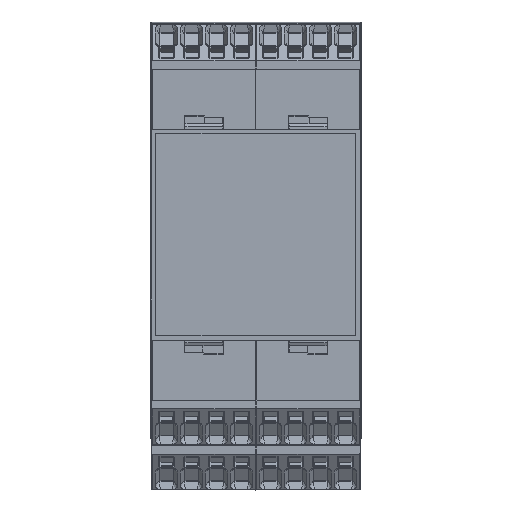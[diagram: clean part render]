
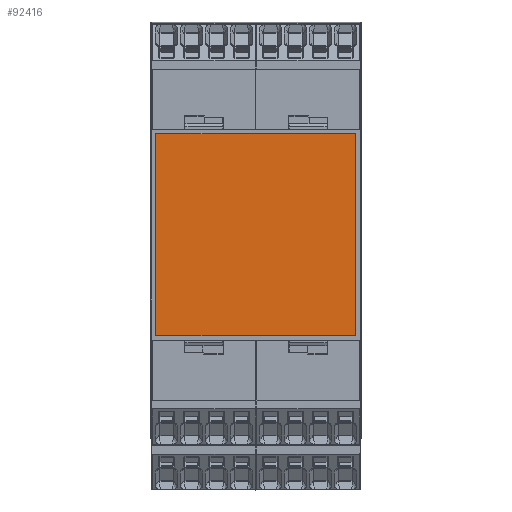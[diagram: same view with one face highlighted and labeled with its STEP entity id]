
A CAD part, top view. The second image highlights one B-rep face of the part: STEP entity #92416.
In plain terms, the highlighted planar face has unit normal (0, -0.016, 1).
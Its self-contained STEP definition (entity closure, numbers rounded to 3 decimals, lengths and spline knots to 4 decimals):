
#2481 = CARTESIAN_POINT ( 'NONE',  ( -0.8524, -0.8815, 2.3108 ) ) ;
#5720 = AXIS2_PLACEMENT_3D ( 'NONE', #88663, #11241, #56523 ) ;
#11241 = DIRECTION ( 'NONE',  ( 0., -0.016, 1. ) ) ;
#16698 = EDGE_LOOP ( 'NONE', ( #60012, #79450, #91025, #38487 ) ) ;
#17391 = CARTESIAN_POINT ( 'NONE',  ( -0.8524, 0.8348, 2.3386 ) ) ;
#19192 = VECTOR ( 'NONE', #31554, 39.3701 ) ;
#21469 = EDGE_CURVE ( 'NONE', #64292, #36210, #98016, .T. ) ;
#22008 = EDGE_CURVE ( 'NONE', #36210, #93135, #32445, .T. ) ;
#30504 = DIRECTION ( 'NONE',  ( 0., 1., 0.016 ) ) ;
#31554 = DIRECTION ( 'NONE',  ( 1., 0., 0. ) ) ;
#32445 = LINE ( 'NONE', #17391, #69602 ) ;
#34876 = FACE_OUTER_BOUND ( 'NONE', #16698, .T. ) ;
#35654 = CARTESIAN_POINT ( 'NONE',  ( 0.8484, 0.8348, 2.3386 ) ) ;
#36210 = VERTEX_POINT ( 'NONE', #75611 ) ;
#38064 = LINE ( 'NONE', #99435, #47139 ) ;
#38487 = ORIENTED_EDGE ( 'NONE', *, *, #43582, .T. ) ;
#42439 = VECTOR ( 'NONE', #59263, 39.3701 ) ;
#43582 = EDGE_CURVE ( 'NONE', #93135, #52443, #92423, .T. ) ;
#47139 = VECTOR ( 'NONE', #30504, 39.3701 ) ;
#49709 = CARTESIAN_POINT ( 'NONE',  ( 0.8484, -0.8815, 2.3108 ) ) ;
#52443 = VERTEX_POINT ( 'NONE', #49709 ) ;
#56523 = DIRECTION ( 'NONE',  ( 0., -1., -0.016 ) ) ;
#59263 = DIRECTION ( 'NONE',  ( -1., 0., 0. ) ) ;
#60012 = ORIENTED_EDGE ( 'NONE', *, *, #66418, .T. ) ;
#63115 = DIRECTION ( 'NONE',  ( 0., -1., -0.016 ) ) ;
#64292 = VERTEX_POINT ( 'NONE', #69374 ) ;
#66418 = EDGE_CURVE ( 'NONE', #52443, #64292, #38064, .T. ) ;
#69374 = CARTESIAN_POINT ( 'NONE',  ( 0.8484, 0.8348, 2.3386 ) ) ;
#69602 = VECTOR ( 'NONE', #63115, 39.3701 ) ;
#71610 = PLANE ( 'NONE',  #5720 ) ;
#75611 = CARTESIAN_POINT ( 'NONE',  ( -0.8524, 0.8348, 2.3386 ) ) ;
#79450 = ORIENTED_EDGE ( 'NONE', *, *, #21469, .T. ) ;
#84369 = CARTESIAN_POINT ( 'NONE',  ( -0.8524, -0.8815, 2.3108 ) ) ;
#88663 = CARTESIAN_POINT ( 'NONE',  ( -0.002, -0.0233, 2.3247 ) ) ;
#91025 = ORIENTED_EDGE ( 'NONE', *, *, #22008, .T. ) ;
#92416 = ADVANCED_FACE ( 'NONE', ( #34876 ), #71610, .T. ) ;
#92423 = LINE ( 'NONE', #84369, #19192 ) ;
#93135 = VERTEX_POINT ( 'NONE', #2481 ) ;
#98016 = LINE ( 'NONE', #35654, #42439 ) ;
#99435 = CARTESIAN_POINT ( 'NONE',  ( 0.8484, -0.8815, 2.3108 ) ) ;
